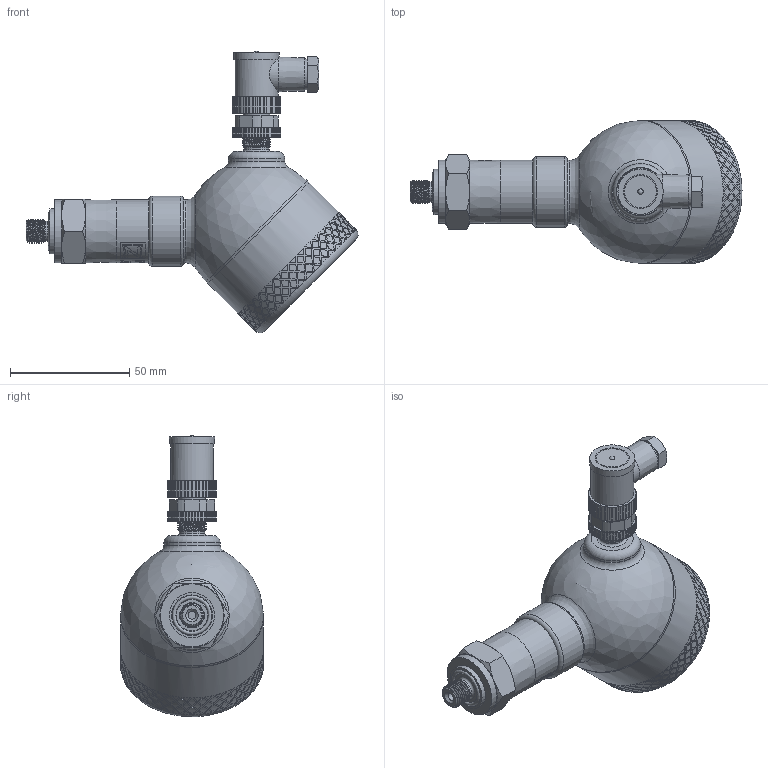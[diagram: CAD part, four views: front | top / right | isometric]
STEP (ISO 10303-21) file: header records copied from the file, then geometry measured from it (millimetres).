
FILE_DESCRIPTION(/* description */ (''),/* implementation_level */ '2;1');
FILE_NAME(/* name */ 'APZ3230FH_5_M12x1-angular_display.step',/* time_stamp */ '2021-06-30T15:43:34+03:00',/* author */ (''),/* organization */ (''),/* preprocessor_version */ 'ST-DEVELOPER v18.1',/* originating_system */ 'Autodesk Translation Framework v10.9.0.1377',/* authorisation */ '');
FILE_SCHEMA (('AUTOMOTIVE_DESIGN { 1 0 10303 214 3 1 1 }'));
Length unit declared in the file: millimetre
Products named in the file (8): Полевой корпус 
3420 3421 3230 заполненный; M10x1 DIN; FieldHousing Assembly v16; main body; Дисплей; Крышка для 
дисплея; Адаптер М12х1; M12x1 female angular v10
Assembly tree (7 placements, depth 3):
  Полевой корпус 
3420 3421 3230 заполненный
    M10x1 DIN
    FieldHousing Assembly v16
      main body
      Дисплей
      Крышка для 
дисплея
      Адаптер М12х1
      M12x1 female angular v10
Bounding box: 139.38 x 60.1 x 118.16 mm (x, y, z)
Volume: 181447.5 mm3; surface area: 52498 mm2
Topology: 16 solids, 16 shells, 1807 faces, 4614 edges, 3050 vertices
Faces by surface type: bspline 950, cylinder 518, plane 280, cone 31, torus 24, sphere 4
Full cylindrical faces by diameter (mm): 1 x4, 3.3 x1, 5 x4, 7 x1, 8 x1, 8.5 x1, 8.744 x4, 9.3 x1, 9.471 x2, 9.884 x3, 10.5 x2, 10.741 x7, 11.035 x4, 11.156 x1, 11.884 x6, 12.152 x4, 13 x1, 13.5 x1, 16.7 x1, 18 x1, 19 x2, 19.7 x1, 21.6 x1, 22.4 x1, 23.6 x1, 24.5 x2, 26.5 x1, 29.5 x1, 41 x3, 46 x2
Entity records: 73484 total; most frequent: CARTESIAN_POINT 36855, ORIENTED_EDGE 9226, EDGE_CURVE 4613, DIRECTION 4435, VERTEX_POINT 3050, B_SPLINE_CURVE_WITH_KNOTS 2725, EDGE_LOOP 2057, FACE_OUTER_BOUND 1807
